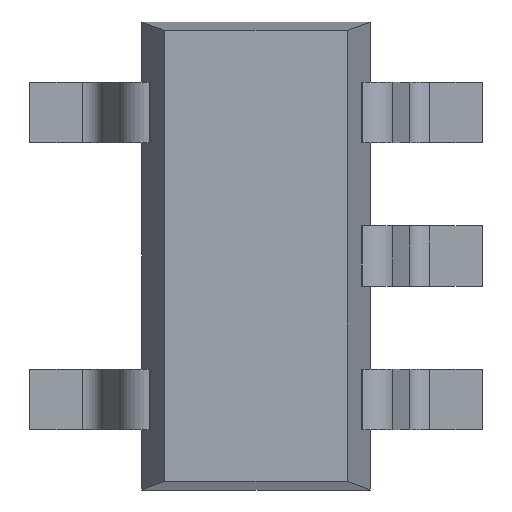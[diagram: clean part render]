
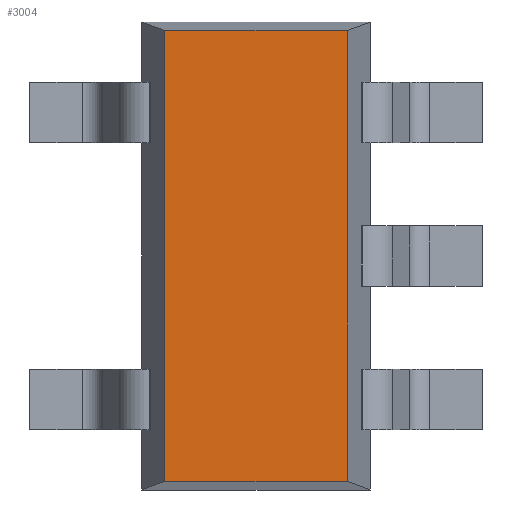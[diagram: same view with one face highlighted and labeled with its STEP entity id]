
A CAD part, top view. The second image highlights one B-rep face of the part: STEP entity #3004.
In plain terms, the highlighted planar face has unit normal (0, 0, 1).
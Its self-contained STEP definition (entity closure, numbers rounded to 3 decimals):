
#16 = DIRECTION ( 'NONE',  ( 0., 1., 0. ) ) ;
#166 = ORIENTED_EDGE ( 'NONE', *, *, #2891, .F. ) ;
#275 = CARTESIAN_POINT ( 'NONE',  ( 0.604, -1.55, 1.1 ) ) ;
#306 = CARTESIAN_POINT ( 'NONE',  ( -0.604, -1.55, 1.1 ) ) ;
#456 = FACE_OUTER_BOUND ( 'NONE', #660, .T. ) ;
#531 = DIRECTION ( 'NONE',  ( 1., 0., 0. ) ) ;
#660 = EDGE_LOOP ( 'NONE', ( #1178, #166, #2244, #2554 ) ) ;
#754 = LINE ( 'NONE', #870, #763 ) ;
#760 = VECTOR ( 'NONE', #2174, 1000. ) ;
#763 = VECTOR ( 'NONE', #2329, 1000. ) ;
#777 = VERTEX_POINT ( 'NONE', #1270 ) ;
#839 = LINE ( 'NONE', #2380, #1719 ) ;
#870 = CARTESIAN_POINT ( 'NONE',  ( -0.604, 1.493, 1.1 ) ) ;
#1144 = VERTEX_POINT ( 'NONE', #2761 ) ;
#1145 = LINE ( 'NONE', #275, #760 ) ;
#1178 = ORIENTED_EDGE ( 'NONE', *, *, #2513, .T. ) ;
#1270 = CARTESIAN_POINT ( 'NONE',  ( -0.604, -1.493, 1.1 ) ) ;
#1416 = DIRECTION ( 'NONE',  ( 1., 0., 0. ) ) ;
#1434 = VERTEX_POINT ( 'NONE', #1867 ) ;
#1451 = EDGE_CURVE ( 'NONE', #1434, #2697, #1145, .T. ) ;
#1650 = EDGE_CURVE ( 'NONE', #777, #1434, #839, .T. ) ;
#1719 = VECTOR ( 'NONE', #1416, 1000. ) ;
#1867 = CARTESIAN_POINT ( 'NONE',  ( 0.604, -1.493, 1.1 ) ) ;
#1968 = DIRECTION ( 'NONE',  ( 0., 0., 1. ) ) ;
#2108 = LINE ( 'NONE', #2154, #2828 ) ;
#2124 = AXIS2_PLACEMENT_3D ( 'NONE', #306, #1968, #531 ) ;
#2154 = CARTESIAN_POINT ( 'NONE',  ( -0.604, -1.55, 1.1 ) ) ;
#2174 = DIRECTION ( 'NONE',  ( 0., 1., 0. ) ) ;
#2244 = ORIENTED_EDGE ( 'NONE', *, *, #1650, .T. ) ;
#2329 = DIRECTION ( 'NONE',  ( -1., 0., 0. ) ) ;
#2380 = CARTESIAN_POINT ( 'NONE',  ( 1.5, -1.493, 1.1 ) ) ;
#2384 = CARTESIAN_POINT ( 'NONE',  ( 0.604, 1.493, 1.1 ) ) ;
#2513 = EDGE_CURVE ( 'NONE', #2697, #1144, #754, .T. ) ;
#2554 = ORIENTED_EDGE ( 'NONE', *, *, #1451, .T. ) ;
#2697 = VERTEX_POINT ( 'NONE', #2384 ) ;
#2761 = CARTESIAN_POINT ( 'NONE',  ( -0.604, 1.493, 1.1 ) ) ;
#2828 = VECTOR ( 'NONE', #16, 1000. ) ;
#2891 = EDGE_CURVE ( 'NONE', #777, #1144, #2108, .T. ) ;
#2923 = PLANE ( 'NONE',  #2124 ) ;
#3004 = ADVANCED_FACE ( 'NONE', ( #456 ), #2923, .T. ) ;
